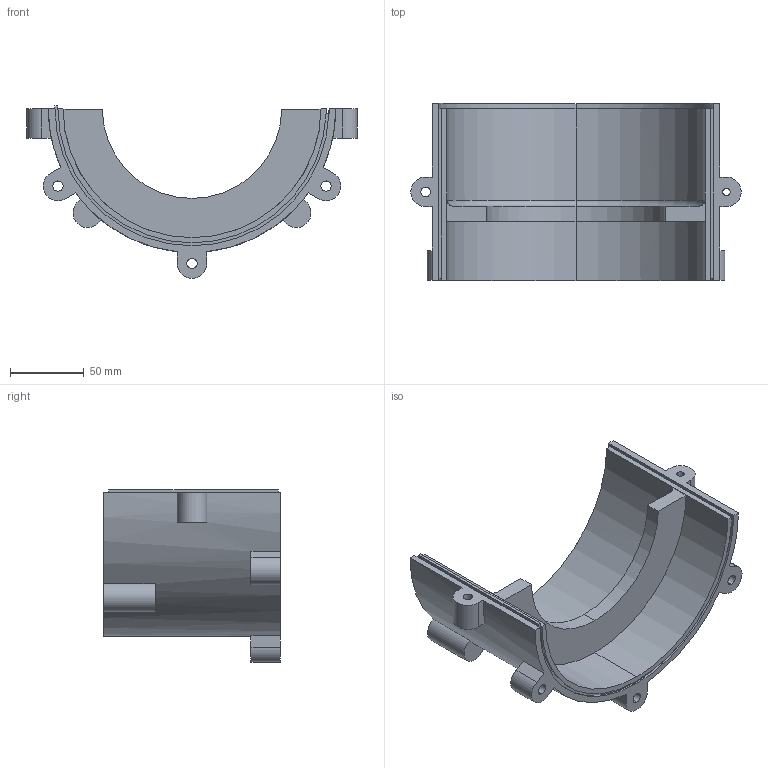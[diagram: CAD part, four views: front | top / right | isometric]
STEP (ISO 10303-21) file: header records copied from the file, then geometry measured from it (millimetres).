
FILE_DESCRIPTION (( 'STEP AP203' ), '1' );
FILE_NAME ('P026_v02 - fechamento_traseiro_motor.STEP', '2024-11-06T23:13:30', ( '' ), ( '' ), 'SwSTEP 2.0', 'SolidWorks 2018', '' );
FILE_SCHEMA (( 'CONFIG_CONTROL_DESIGN' ));
Length unit declared in the file: millimetre
Products named in the file (1): P026_v02 - fechamento_traseiro_motor
Bounding box: 224 x 120 x 117 mm (x, y, z)
Volume: 445607.7 mm3; surface area: 101430.4 mm2
Topology: 1 solids, 1 shells, 78 faces, 218 edges, 144 vertices
Faces by surface type: plane 39, cylinder 37, torus 2
Entity records: 2671 total; most frequent: CARTESIAN_POINT 473, DIRECTION 470, ORIENTED_EDGE 436, EDGE_CURVE 218, AXIS2_PLACEMENT_3D 175, VERTEX_POINT 144, VECTOR 120, LINE 120
